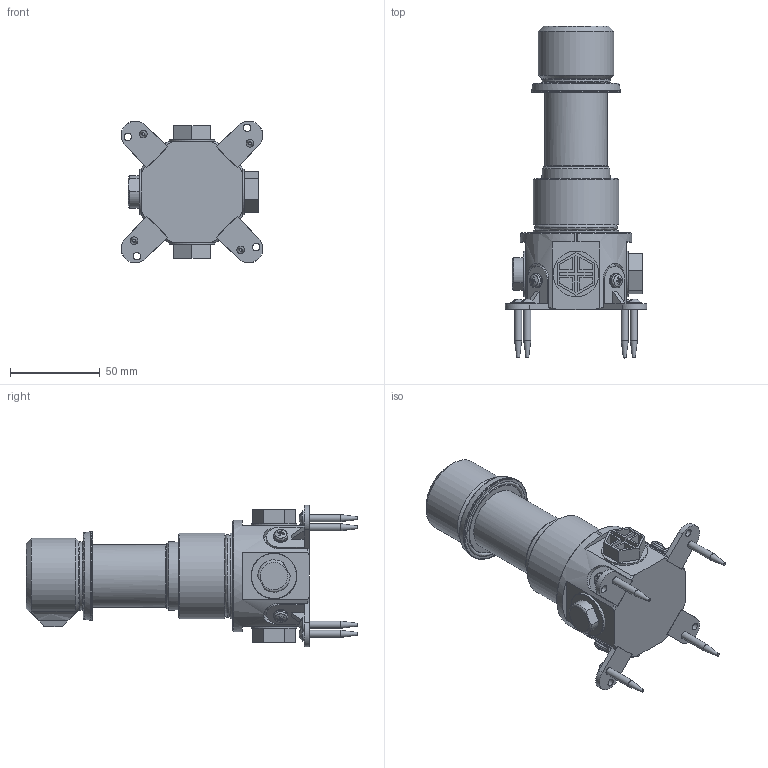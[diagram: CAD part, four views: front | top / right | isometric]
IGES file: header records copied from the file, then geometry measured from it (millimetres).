
Global section: file name: T2068-CTR; native system: Autodesk Inventor 2024; preprocessor: unknown; author: adaniels; date: 20251031.083856; units: millimetre
Bounding box: 78.93 x 185 x 78.93 mm (x, y, z)
Volume: 264341.6 mm3; surface area: 110150.3 mm2
Topology: 38 solids, 38 shells, 1833 faces, 4999 edges, 3340 vertices
Faces by surface type: bspline 1833
